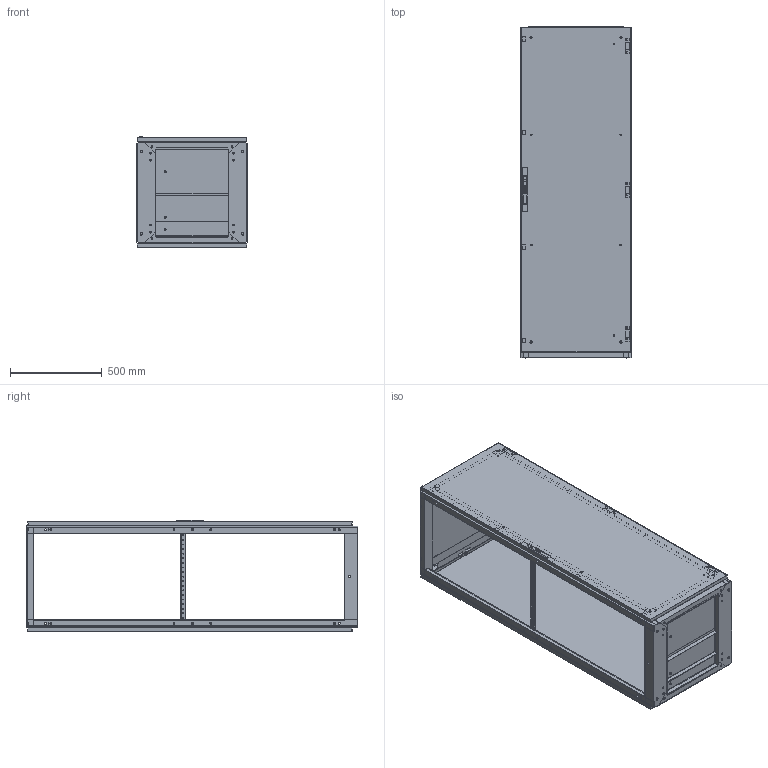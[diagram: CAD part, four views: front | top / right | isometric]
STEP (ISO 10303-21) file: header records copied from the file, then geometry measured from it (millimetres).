
FILE_DESCRIPTION (( 'STEP AP214' ), '1' );
FILE_NAME ('0395-6018-60-07.STEP', '2015-02-17T06:46:41', ( '' ), ( '' ), 'SwSTEP 2.0', 'SolidWorks 2014', '' );
FILE_SCHEMA (( 'AUTOMOTIVE_DESIGN' ));
Length unit declared in the file: millimetre
Products named in the file (13): Bodenplatte hinten 0395 (Modell) B 600; Rueckwand 0395 (Modell) B 600 H 1800; Dachplatte 0395 (Modell) B 600 T 600; Schrankgrundgestell 0395 (Modell) B 600 H 1800 T 600; Strebe rechts vorne-hinten 0395 (Modell) H 1800; Strebe links vorne-hinten 0395 (Modell) H 1800; Dach 0395 (Modell) B 600 T 600; Bodenblech 0395 (Modell) B 600 T 600; 0395-6018-60-07; Tuere 0395 (Modell) B 600 H 1800; Tiefenstrebe 0396 (Modell) T 600; Bodenplatte vorne 0395 (Modell) B 600 T 600; Bodenplatte mitte 0395 (Modell) B 600 T 600
Assembly tree (15 placements, depth 3):
  0395-6018-60-07
    Schrankgrundgestell 0395 (Modell) B 600 H 1800 T 600
      Bodenblech 0395 (Modell) B 600 T 600
      Dach 0395 (Modell) B 600 T 600
      Strebe links vorne-hinten 0395 (Modell) H 1800  x2
      Strebe rechts vorne-hinten 0395 (Modell) H 1800  x2
    Dachplatte 0395 (Modell) B 600 T 600
    Rueckwand 0395 (Modell) B 600 H 1800
    Bodenplatte hinten 0395 (Modell) B 600
    Bodenplatte mitte 0395 (Modell) B 600 T 600
    Bodenplatte vorne 0395 (Modell) B 600 T 600
    Tiefenstrebe 0396 (Modell) T 600  x2
    Tuere 0395 (Modell) B 600 H 1800
Bounding box: 600 x 1807.6 x 608.5 mm (x, y, z)
Volume: 9638582.8 mm3; surface area: 10057960.3 mm2
Topology: 18 solids, 20 shells, 2623 faces, 7048 edges, 4658 vertices
Faces by surface type: plane 1323, cylinder 1222, cone 78
Entity records: 103476 total; most frequent: DIRECTION 13541, CARTESIAN_POINT 13309, ORIENTED_EDGE 12814, EDGE_CURVE 6407, AXIS2_PLACEMENT_3D 4776, VERTEX_POINT 4232, VECTOR 3989, LINE 3989
